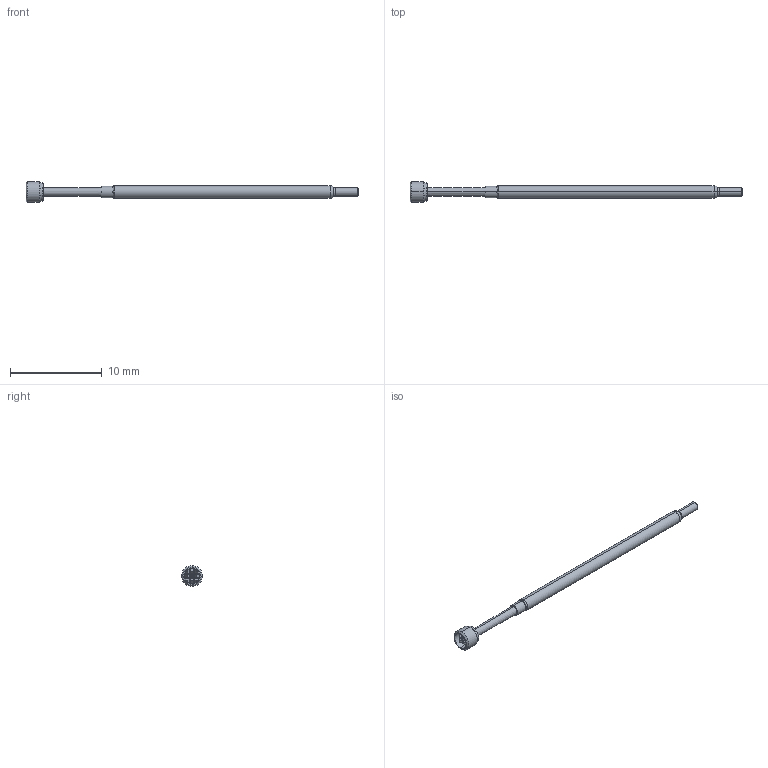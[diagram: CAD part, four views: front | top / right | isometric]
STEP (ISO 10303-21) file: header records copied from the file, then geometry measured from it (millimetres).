
FILE_DESCRIPTION (( 'STEP AP214' ), '1' );
FILE_NAME ('X75-PRP2599_.STEP', '2016-04-12T17:03:37', ( 'spare' ), ( '' ), 'SwSTEP 2.0', 'SolidWorks 2016', '' );
FILE_SCHEMA (( 'AUTOMOTIVE_DESIGN' ));
Length unit declared in the file: inch
Products named in the file (1): X75-PRP2599_
Bounding box: 36.14 x 2.29 x 2.29 mm (x, y, z)
Volume: 48.3 mm3; surface area: 168.8 mm2
Topology: 1 solids, 2 shells, 190 faces, 470 edges, 288 vertices
Faces by surface type: bspline 88, cone 64, cylinder 22, torus 8, plane 8
Entity records: 10170 total; most frequent: CARTESIAN_POINT 3871, ORIENTED_EDGE 940, DIRECTION 620, EDGE_CURVE 470, AXIS2_PLACEMENT_3D 293, VERTEX_POINT 288, B_SPLINE_CURVE_WITH_KNOTS 230, EDGE_LOOP 196
